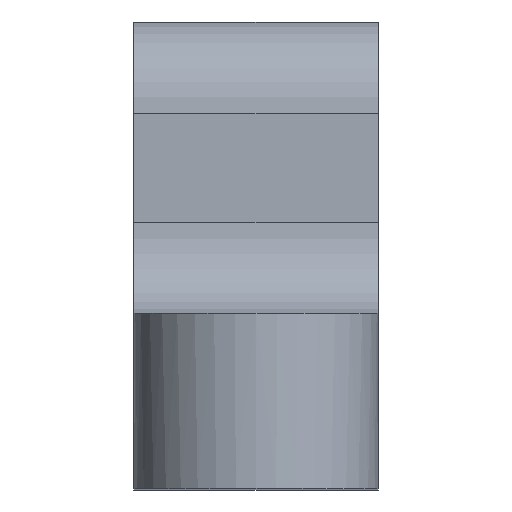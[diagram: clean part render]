
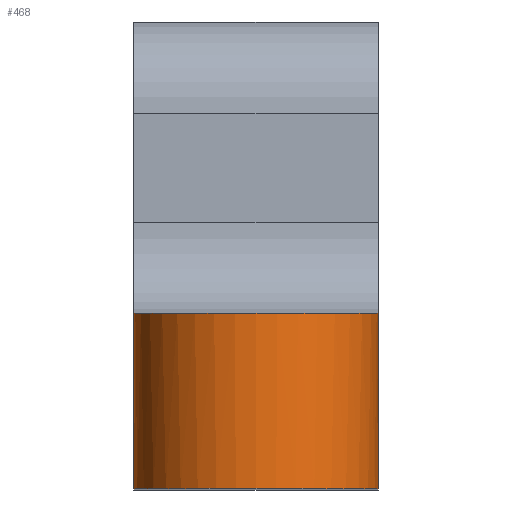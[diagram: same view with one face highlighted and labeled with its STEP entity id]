
A CAD part, top view. The second image highlights one B-rep face of the part: STEP entity #468.
In plain terms, the highlighted cylindrical face has radius 3.35 mm (diameter 6.7 mm), a full revolution.
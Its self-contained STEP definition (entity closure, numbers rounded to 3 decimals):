
#59=FACE_OUTER_BOUND('',#86,.T.);
#86=EDGE_LOOP('',(#426,#427,#428,#429,#430,#431,#432,#433));
#100=LINE('',#713,#138);
#117=LINE('',#807,#155);
#126=LINE('',#841,#164);
#138=VECTOR('',#570,1000.);
#155=VECTOR('',#621,1000.);
#164=VECTOR('',#666,3.35);
#184=CIRCLE('',#517,3.35);
#185=CIRCLE('',#518,3.35);
#188=CIRCLE('',#529,3.35);
#189=CIRCLE('',#531,3.35);
#206=VERTEX_POINT('',#710);
#207=VERTEX_POINT('',#712);
#226=VERTEX_POINT('',#804);
#227=VERTEX_POINT('',#806);
#231=VERTEX_POINT('',#819);
#234=VERTEX_POINT('',#840);
#254=EDGE_CURVE('',#207,#206,#100,.T.);
#284=EDGE_CURVE('',#226,#227,#117,.T.);
#291=EDGE_CURVE('',#231,#227,#184,.T.);
#292=EDGE_CURVE('',#206,#231,#185,.T.);
#299=EDGE_CURVE('',#207,#226,#188,.T.);
#300=EDGE_CURVE('',#231,#234,#126,.T.);
#301=EDGE_CURVE('',#234,#234,#189,.T.);
#426=ORIENTED_EDGE('',*,*,#292,.T.);
#427=ORIENTED_EDGE('',*,*,#300,.T.);
#428=ORIENTED_EDGE('',*,*,#301,.T.);
#429=ORIENTED_EDGE('',*,*,#300,.F.);
#430=ORIENTED_EDGE('',*,*,#291,.T.);
#431=ORIENTED_EDGE('',*,*,#284,.F.);
#432=ORIENTED_EDGE('',*,*,#299,.F.);
#433=ORIENTED_EDGE('',*,*,#254,.T.);
#445=CYLINDRICAL_SURFACE('',#530,3.35);
#468=ADVANCED_FACE('',(#59),#445,.T.);
#517=AXIS2_PLACEMENT_3D('',#820,#634,#635);
#518=AXIS2_PLACEMENT_3D('',#821,#636,#637);
#529=AXIS2_PLACEMENT_3D('',#838,#662,#663);
#530=AXIS2_PLACEMENT_3D('',#839,#664,#665);
#531=AXIS2_PLACEMENT_3D('',#842,#667,#668);
#570=DIRECTION('',(0.,-1.,0.));
#621=DIRECTION('',(0.,-1.,0.));
#634=DIRECTION('center_axis',(0.,1.,0.));
#635=DIRECTION('ref_axis',(0.,0.,1.));
#636=DIRECTION('center_axis',(0.,1.,0.));
#637=DIRECTION('ref_axis',(0.,0.,1.));
#662=DIRECTION('center_axis',(0.,-1.,0.));
#663=DIRECTION('ref_axis',(-1.,0.,0.));
#664=DIRECTION('center_axis',(0.,-1.,0.));
#665=DIRECTION('ref_axis',(0.,0.,-1.));
#666=DIRECTION('',(0.,1.,0.));
#667=DIRECTION('center_axis',(0.,-1.,0.));
#668=DIRECTION('ref_axis',(-1.,0.,0.));
#710=CARTESIAN_POINT('',(-3.338,0.,-0.284));
#712=CARTESIAN_POINT('',(-3.338,2.,-0.284));
#713=CARTESIAN_POINT('',(-3.338,2.,-0.284));
#804=CARTESIAN_POINT('',(3.338,2.,-0.284));
#806=CARTESIAN_POINT('',(3.338,0.,-0.284));
#807=CARTESIAN_POINT('',(3.338,2.,-0.284));
#819=CARTESIAN_POINT('',(0.,0.,3.35));
#820=CARTESIAN_POINT('Origin',(0.,0.,0.));
#821=CARTESIAN_POINT('Origin',(0.,0.,0.));
#838=CARTESIAN_POINT('Origin',(0.,2.,0.));
#839=CARTESIAN_POINT('Origin',(0.,2.,0.));
#840=CARTESIAN_POINT('',(0.,4.8,3.35));
#841=CARTESIAN_POINT('',(0.,2.,3.35));
#842=CARTESIAN_POINT('Origin',(0.,4.8,0.));
